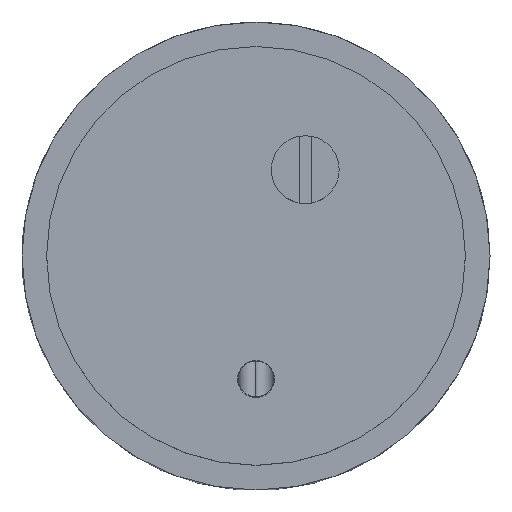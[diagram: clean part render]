
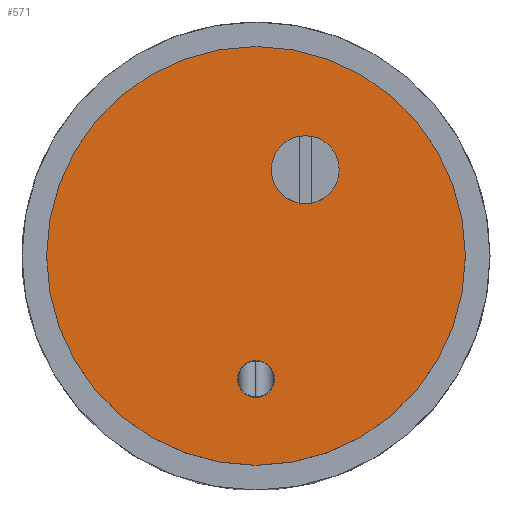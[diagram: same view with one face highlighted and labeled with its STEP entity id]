
A CAD part, top view. The second image highlights one B-rep face of the part: STEP entity #571.
In plain terms, the highlighted planar face has unit normal (0, 0, 1).
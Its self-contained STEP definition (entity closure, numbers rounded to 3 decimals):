
#15=FACE_BOUND('',#78,.T.);
#16=FACE_BOUND('',#79,.T.);
#19=PLANE('',#635);
#44=FACE_OUTER_BOUND('',#77,.T.);
#77=EDGE_LOOP('',(#399));
#78=EDGE_LOOP('',(#400));
#79=EDGE_LOOP('',(#401));
#119=CIRCLE('',#636,17.);
#120=CIRCLE('',#637,2.75);
#121=CIRCLE('',#638,1.5);
#256=VERTEX_POINT('',#975);
#257=VERTEX_POINT('',#977);
#258=VERTEX_POINT('',#979);
#312=EDGE_CURVE('',#256,#256,#119,.T.);
#313=EDGE_CURVE('',#257,#257,#120,.T.);
#314=EDGE_CURVE('',#258,#258,#121,.T.);
#399=ORIENTED_EDGE('',*,*,#312,.F.);
#400=ORIENTED_EDGE('',*,*,#313,.T.);
#401=ORIENTED_EDGE('',*,*,#314,.T.);
#571=ADVANCED_FACE('',(#44,#15,#16),#19,.F.);
#635=AXIS2_PLACEMENT_3D('',#974,#726,#727);
#636=AXIS2_PLACEMENT_3D('',#976,#728,#729);
#637=AXIS2_PLACEMENT_3D('',#978,#730,#731);
#638=AXIS2_PLACEMENT_3D('',#980,#732,#733);
#726=DIRECTION('center_axis',(0.,0.,-1.));
#727=DIRECTION('ref_axis',(-1.,0.,0.));
#728=DIRECTION('center_axis',(0.,0.,-1.));
#729=DIRECTION('ref_axis',(-1.,0.,0.));
#730=DIRECTION('center_axis',(0.,0.,-1.));
#731=DIRECTION('ref_axis',(1.,0.,0.));
#732=DIRECTION('center_axis',(0.,0.,-1.));
#733=DIRECTION('ref_axis',(-1.,0.,0.));
#974=CARTESIAN_POINT('Origin',(0.,0.,4.));
#975=CARTESIAN_POINT('',(17.,0.,4.));
#976=CARTESIAN_POINT('Origin',(0.,0.,4.));
#977=CARTESIAN_POINT('',(1.25,7.,4.));
#978=CARTESIAN_POINT('Origin',(4.,7.,4.));
#979=CARTESIAN_POINT('',(1.5,-10.,4.));
#980=CARTESIAN_POINT('Origin',(0.,-10.,4.));
